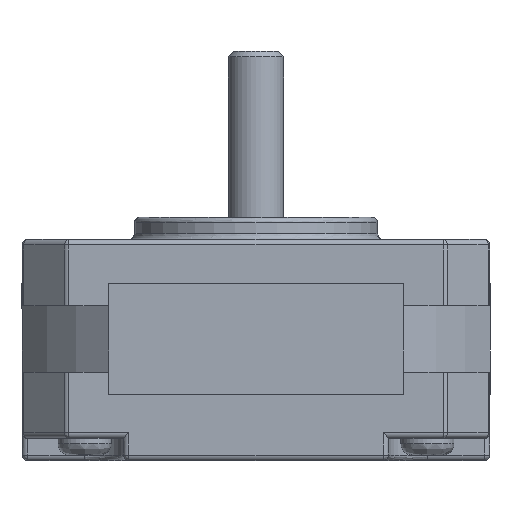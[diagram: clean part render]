
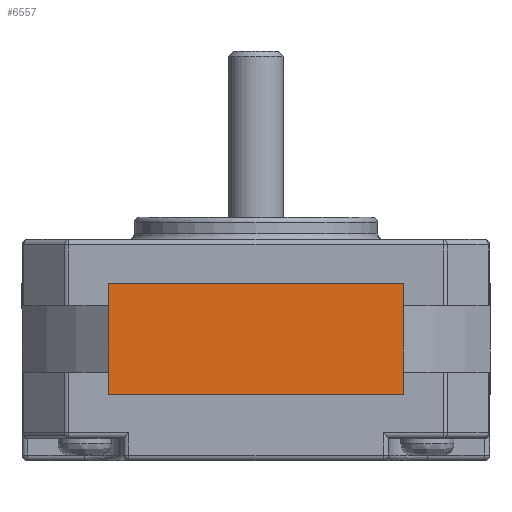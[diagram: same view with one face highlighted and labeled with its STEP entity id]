
A CAD part, front view. The second image highlights one B-rep face of the part: STEP entity #6557.
In plain terms, the highlighted planar face has unit normal (0, -1, 0).
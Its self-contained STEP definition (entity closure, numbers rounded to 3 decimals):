
#319 = LINE ( 'NONE', #6899, #6438 ) ;
#685 = LINE ( 'NONE', #10224, #12497 ) ;
#1117 = DIRECTION ( 'NONE',  ( 1., 0., 0. ) ) ;
#1435 = DIRECTION ( 'NONE',  ( 1., 0., 0. ) ) ;
#1660 = CARTESIAN_POINT ( 'NONE',  ( 13.314, -21.16, 6. ) ) ;
#2141 = LINE ( 'NONE', #3126, #13957 ) ;
#3126 = CARTESIAN_POINT ( 'NONE',  ( -13.314, -21.16, -53.85 ) ) ;
#3226 = ORIENTED_EDGE ( 'NONE', *, *, #6740, .T. ) ;
#3302 = PLANE ( 'NONE',  #4055 ) ;
#3348 = DIRECTION ( 'NONE',  ( 0., 1., 0. ) ) ;
#3839 = LINE ( 'NONE', #9461, #6927 ) ;
#4055 = AXIS2_PLACEMENT_3D ( 'NONE', #10206, #3348, #11370 ) ;
#4419 = VERTEX_POINT ( 'NONE', #13782 ) ;
#5893 = EDGE_CURVE ( 'NONE', #11164, #4419, #685, .T. ) ;
#6438 = VECTOR ( 'NONE', #9098, 1000. ) ;
#6557 = ADVANCED_FACE ( 'NONE', ( #10673 ), #3302, .F. ) ;
#6740 = EDGE_CURVE ( 'NONE', #9049, #9991, #3839, .T. ) ;
#6899 = CARTESIAN_POINT ( 'NONE',  ( 13.314, -21.16, -53.85 ) ) ;
#6927 = VECTOR ( 'NONE', #1435, 1000. ) ;
#7759 = ORIENTED_EDGE ( 'NONE', *, *, #12788, .F. ) ;
#8844 = EDGE_CURVE ( 'NONE', #4419, #9991, #319, .T. ) ;
#9049 = VERTEX_POINT ( 'NONE', #10751 ) ;
#9098 = DIRECTION ( 'NONE',  ( 0., 0., -1. ) ) ;
#9461 = CARTESIAN_POINT ( 'NONE',  ( 0., -21.16, 6. ) ) ;
#9991 = VERTEX_POINT ( 'NONE', #1660 ) ;
#10206 = CARTESIAN_POINT ( 'NONE',  ( 0., -21.16, -53.85 ) ) ;
#10224 = CARTESIAN_POINT ( 'NONE',  ( 0., -21.16, 16. ) ) ;
#10673 = FACE_OUTER_BOUND ( 'NONE', #14240, .T. ) ;
#10751 = CARTESIAN_POINT ( 'NONE',  ( -13.314, -21.16, 6. ) ) ;
#11164 = VERTEX_POINT ( 'NONE', #11324 ) ;
#11200 = DIRECTION ( 'NONE',  ( 0., 0., 1. ) ) ;
#11324 = CARTESIAN_POINT ( 'NONE',  ( -13.314, -21.16, 16. ) ) ;
#11370 = DIRECTION ( 'NONE',  ( 0., 0., 1. ) ) ;
#11471 = ORIENTED_EDGE ( 'NONE', *, *, #8844, .F. ) ;
#12497 = VECTOR ( 'NONE', #1117, 1000. ) ;
#12788 = EDGE_CURVE ( 'NONE', #9049, #11164, #2141, .T. ) ;
#13782 = CARTESIAN_POINT ( 'NONE',  ( 13.314, -21.16, 16. ) ) ;
#13957 = VECTOR ( 'NONE', #11200, 1000. ) ;
#14169 = ORIENTED_EDGE ( 'NONE', *, *, #5893, .F. ) ;
#14240 = EDGE_LOOP ( 'NONE', ( #3226, #11471, #14169, #7759 ) ) ;
